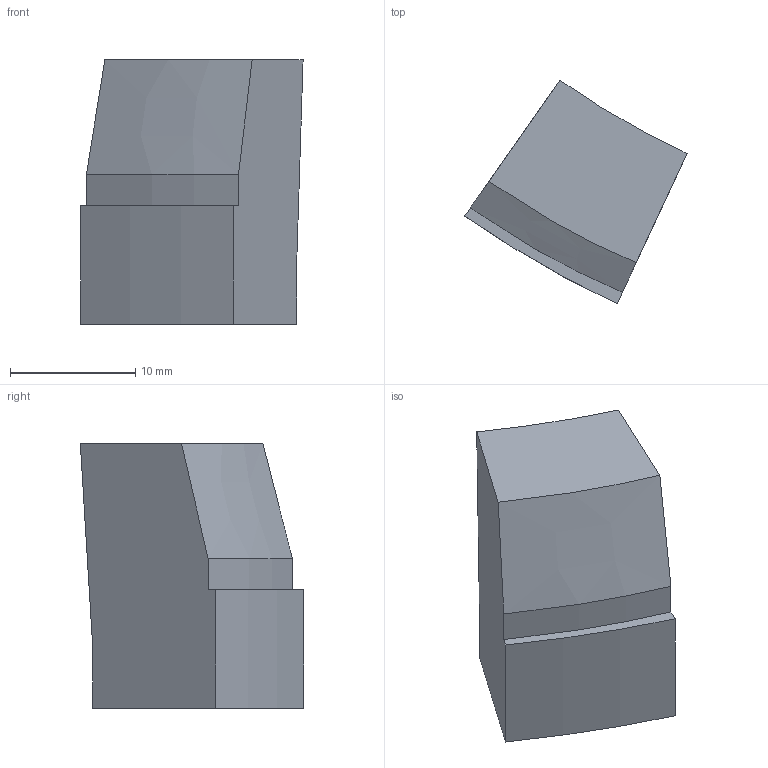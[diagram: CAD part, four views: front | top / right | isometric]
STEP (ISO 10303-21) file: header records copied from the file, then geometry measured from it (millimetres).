
FILE_DESCRIPTION(/* description */ (''),/* implementation_level */ '2;1');
FILE_NAME(/* name */ 'Bevestiging lang.step',/* time_stamp */ '2026-01-09T12:31:49+01:00',/* author */ (''),/* organization */ (''),/* preprocessor_version */ 'ST-DEVELOPER v20.1',/* originating_system */ 'Autodesk Translation Framework v14.21.0.0',/* authorisation */ '');
FILE_SCHEMA (('AUTOMOTIVE_DESIGN { 1 0 10303 214 3 1 1 }'));
Length unit declared in the file: millimetre
Products named in the file (2): 2026-01-09-12-12-10-993; Bevestiging lang (1)
Assembly tree (1 placements, depth 2):
  2026-01-09-12-12-10-993
    Bevestiging lang (1)
Bounding box: 17.73 x 17.83 x 21.12 mm (x, y, z)
Volume: 3110.5 mm3; surface area: 1322.1 mm2
Topology: 1 solids, 1 shells, 10 faces, 24 edges, 16 vertices
Faces by surface type: plane 5, bspline 2, cylinder 2, cone 1
Entity records: 393 total; most frequent: CARTESIAN_POINT 120, ORIENTED_EDGE 48, DIRECTION 44, EDGE_CURVE 24, VERTEX_POINT 16, AXIS2_PLACEMENT_3D 16, LINE 12, VECTOR 12
